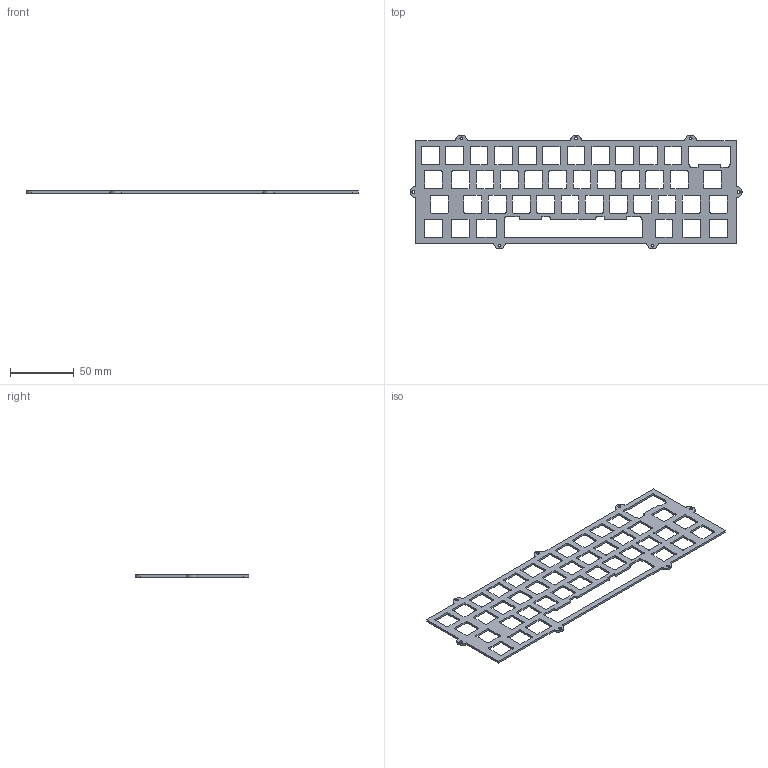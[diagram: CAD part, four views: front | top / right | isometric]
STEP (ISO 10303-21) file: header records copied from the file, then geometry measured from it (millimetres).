
FILE_DESCRIPTION(/* description */ (''),/* implementation_level */ '2;1');
FILE_NAME(/* name */ 'Phoenix45-Plate.step',/* time_stamp */ '2021-01-22T20:56:46-05:00',/* author */ (''),/* organization */ (''),/* preprocessor_version */ 'ST-DEVELOPER v18.1',/* originating_system */ 'Autodesk Translation Framework v9.7.0.1280',/* authorisation */ '');
FILE_SCHEMA (('AUTOMOTIVE_DESIGN { 1 0 10303 214 3 1 1 }'));
Length unit declared in the file: millimetre
Products named in the file (1): Plate
Bounding box: 260.65 x 89.2 x 1.6 mm (x, y, z)
Volume: 16382.8 mm3; surface area: 25869.6 mm2
Topology: 1 solids, 1 shells, 415 faces, 1239 edges, 826 vertices
Faces by surface type: cylinder 208, plane 207
Full cylindrical faces by diameter (mm): 2.2 x7
Entity records: 14309 total; most frequent: DIRECTION 2487, CARTESIAN_POINT 2481, ORIENTED_EDGE 2478, EDGE_CURVE 1239, AXIS2_PLACEMENT_3D 832, VERTEX_POINT 826, LINE 823, VECTOR 823
